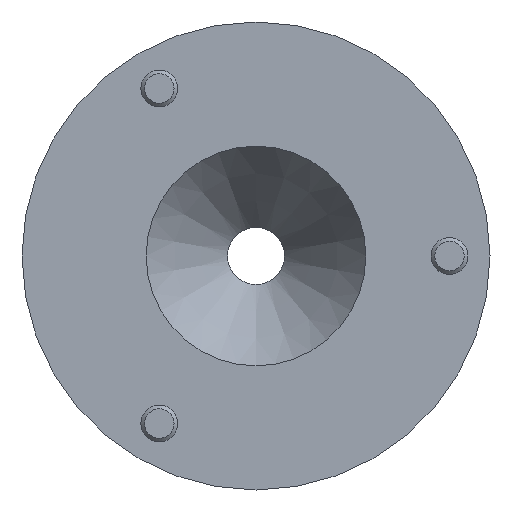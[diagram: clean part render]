
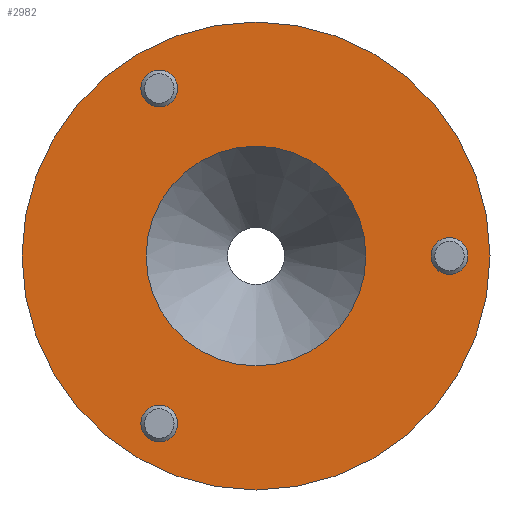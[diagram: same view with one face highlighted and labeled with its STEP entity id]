
A CAD part, front view. The second image highlights one B-rep face of the part: STEP entity #2982.
In plain terms, the highlighted planar face has unit normal (0, -1, 0).
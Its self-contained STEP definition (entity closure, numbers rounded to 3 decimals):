
#182=FACE_BOUND($,#694,.T.);
#183=FACE_BOUND($,#695,.T.);
#184=FACE_BOUND($,#696,.T.);
#185=FACE_BOUND($,#697,.T.);
#186=FACE_BOUND($,#698,.T.);
#237=CIRCLE($,#3149,5.);
#240=CIRCLE($,#3155,5.);
#243=CIRCLE($,#3161,5.);
#262=CIRCLE($,#3217,63.5);
#279=CIRCLE($,#3249,29.8);
#694=EDGE_LOOP($,(#2689));
#695=EDGE_LOOP($,(#2690));
#696=EDGE_LOOP($,(#2691));
#697=EDGE_LOOP($,(#2692));
#698=EDGE_LOOP($,(#2693));
#1435=VERTEX_POINT($,#5947);
#1438=VERTEX_POINT($,#5956);
#1441=VERTEX_POINT($,#5965);
#1496=VERTEX_POINT($,#6130);
#1513=VERTEX_POINT($,#6179);
#1813=EDGE_CURVE($,#1435,#1435,#237,.T.);
#1816=EDGE_CURVE($,#1438,#1438,#240,.T.);
#1819=EDGE_CURVE($,#1441,#1441,#243,.T.);
#1892=EDGE_CURVE($,#1496,#1496,#262,.T.);
#1909=EDGE_CURVE($,#1513,#1513,#279,.T.);
#2689=ORIENTED_EDGE($,*,*,#1819,.T.);
#2690=ORIENTED_EDGE($,*,*,#1813,.T.);
#2691=ORIENTED_EDGE($,*,*,#1816,.T.);
#2692=ORIENTED_EDGE($,*,*,#1909,.T.);
#2693=ORIENTED_EDGE($,*,*,#1892,.F.);
#2807=PLANE($,#3250);
#2982=ADVANCED_FACE($,(#182,#183,#184,#185,#186),#2807,.T.);
#3149=AXIS2_PLACEMENT_3D($,#5948,#3734,#3735);
#3155=AXIS2_PLACEMENT_3D($,#5957,#3746,#3747);
#3161=AXIS2_PLACEMENT_3D($,#5966,#3758,#3759);
#3217=AXIS2_PLACEMENT_3D($,#6131,#3924,#3925);
#3249=AXIS2_PLACEMENT_3D($,#6180,#3988,#3989);
#3250=AXIS2_PLACEMENT_3D($,#6181,#3990,#3991);
#3734=DIRECTION('center_axis',(0.,1.,0.));
#3735=DIRECTION('ref_axis',(-1.,0.,0.));
#3746=DIRECTION('center_axis',(0.,1.,0.));
#3747=DIRECTION('ref_axis',(-1.,0.,0.));
#3758=DIRECTION('center_axis',(0.,1.,0.));
#3759=DIRECTION('ref_axis',(-1.,0.,0.));
#3924=DIRECTION('center_axis',(0.,1.,0.));
#3925=DIRECTION('ref_axis',(1.,0.,0.));
#3988=DIRECTION('center_axis',(0.,1.,0.));
#3989=DIRECTION('ref_axis',(1.,0.,0.));
#3990=DIRECTION('center_axis',(0.,-1.,0.));
#3991=DIRECTION('ref_axis',(0.,0.,-1.));
#5947=CARTESIAN_POINT('',(-21.25,-136.577,-45.466));
#5948=CARTESIAN_POINT('Origin',(-26.25,-136.577,-45.466));
#5956=CARTESIAN_POINT('',(-21.25,-136.577,45.466));
#5957=CARTESIAN_POINT('Origin',(-26.25,-136.577,45.466));
#5965=CARTESIAN_POINT('',(57.5,-136.577,0.));
#5966=CARTESIAN_POINT('Origin',(52.5,-136.577,0.));
#6130=CARTESIAN_POINT('',(0.,-136.577,63.5));
#6131=CARTESIAN_POINT('Origin',(0.,-136.577,0.));
#6179=CARTESIAN_POINT('',(0.,-136.577,29.8));
#6180=CARTESIAN_POINT('Origin',(0.,-136.577,0.));
#6181=CARTESIAN_POINT('Origin',(0.,-136.577,63.5));
